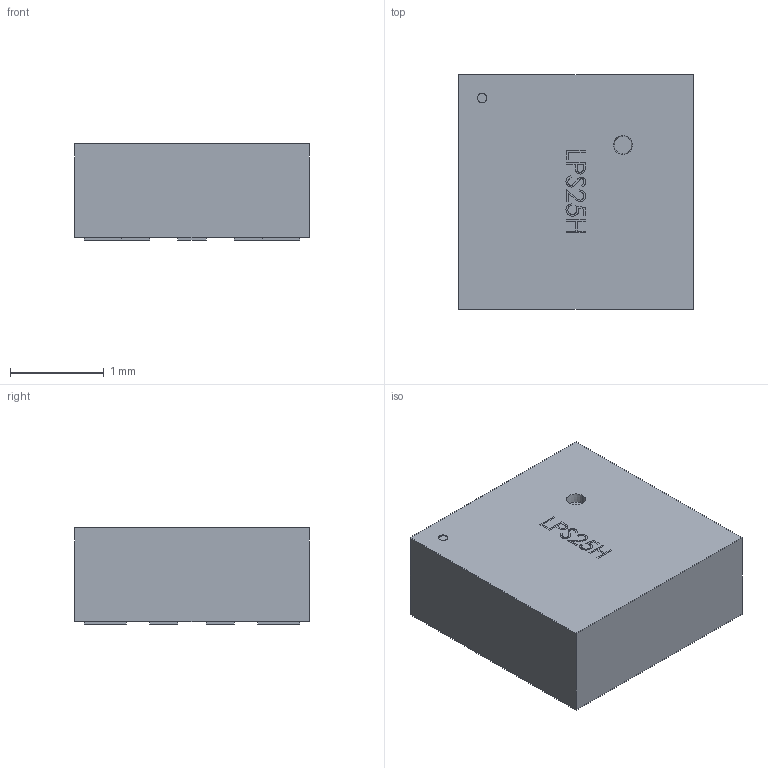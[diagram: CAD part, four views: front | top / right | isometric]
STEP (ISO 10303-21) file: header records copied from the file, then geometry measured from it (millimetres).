
FILE_DESCRIPTION(('FreeCAD Model'),'2;1');
FILE_NAME('LPS25H.step','2016-11-15T11:34:33',( 'Author'),(''),'Open CASCADE STEP processor 6.8','FreeCAD','Unknown' );
FILE_SCHEMA(('AUTOMOTIVE_DESIGN_CC2 { 1 2 10303 214 -1 1 5 4 }'));
Length unit declared in the file: millimetre
Products named in the file (2): ASSEMBLY; LPS25H
Assembly tree (1 placements, depth 2):
  ASSEMBLY
    LPS25H
Bounding box: 2.5 x 2.5 x 1.03 mm (x, y, z)
Volume: 6.3 mm3; surface area: 22.9 mm2
Topology: 1 solids, 1 shells, 147 faces, 375 edges, 250 vertices
Faces by surface type: plane 106, bspline 35, cone 4, cylinder 2
Entity records: 15039 total; most frequent: CARTESIAN_POINT 6851, DIRECTION 1127, LINE 867, VECTOR 867, ORIENTED_EDGE 750, PCURVE 750, DEFINITIONAL_REPRESENTATION 750, EDGE_CURVE 375
